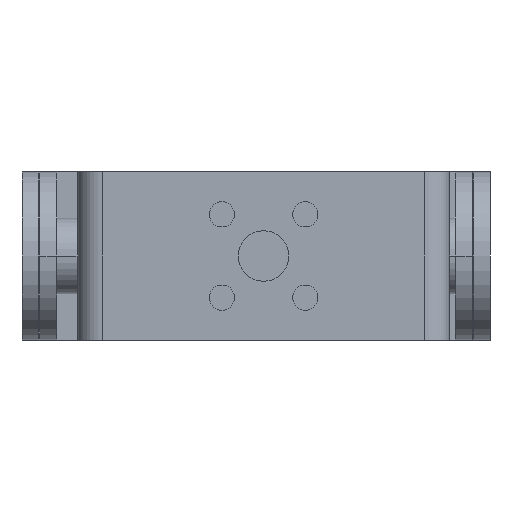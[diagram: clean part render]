
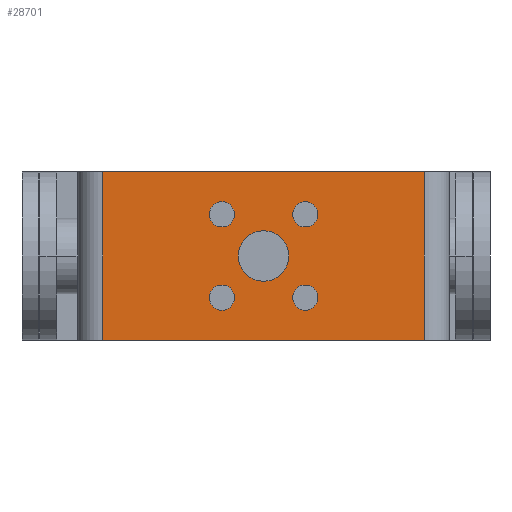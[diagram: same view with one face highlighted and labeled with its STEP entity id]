
A CAD part, left-side view. The second image highlights one B-rep face of the part: STEP entity #28701.
In plain terms, the highlighted face is planar.
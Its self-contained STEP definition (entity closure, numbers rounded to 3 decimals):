
#27893=DIRECTION('',(0.,0.,1.));
#27894=VECTOR('',#27893,20.);
#27895=CARTESIAN_POINT('',(17.,19.1,-10.));
#27896=LINE('',#27895,#27894);
#27901=DIRECTION('',(0.,-1.,0.));
#27902=VECTOR('',#27901,38.2);
#27903=CARTESIAN_POINT('',(17.,19.1,-10.));
#27904=LINE('',#27903,#27902);
#27905=CARTESIAN_POINT('',(17.,0.,0.));
#27906=DIRECTION('',(1.,0.,0.));
#27907=DIRECTION('',(0.,0.,-1.));
#27908=AXIS2_PLACEMENT_3D('',#27905,#27906,#27907);
#27910=CARTESIAN_POINT('',(17.,0.,0.));
#27911=DIRECTION('',(1.,0.,0.));
#27912=DIRECTION('',(0.,0.,1.));
#27913=AXIS2_PLACEMENT_3D('',#27910,#27911,#27912);
#27915=CARTESIAN_POINT('',(17.,4.95,4.95));
#27916=DIRECTION('',(1.,0.,0.));
#27917=DIRECTION('',(0.,0.,-1.));
#27918=AXIS2_PLACEMENT_3D('',#27915,#27916,#27917);
#27920=CARTESIAN_POINT('',(17.,4.95,4.95));
#27921=DIRECTION('',(1.,0.,0.));
#27922=DIRECTION('',(0.,0.,1.));
#27923=AXIS2_PLACEMENT_3D('',#27920,#27921,#27922);
#27925=CARTESIAN_POINT('',(17.,-4.95,4.95));
#27926=DIRECTION('',(1.,0.,0.));
#27927=DIRECTION('',(0.,1.,0.));
#27928=AXIS2_PLACEMENT_3D('',#27925,#27926,#27927);
#27930=CARTESIAN_POINT('',(17.,-4.95,4.95));
#27931=DIRECTION('',(1.,0.,0.));
#27932=DIRECTION('',(0.,-1.,0.));
#27933=AXIS2_PLACEMENT_3D('',#27930,#27931,#27932);
#27935=CARTESIAN_POINT('',(17.,-4.95,-4.95));
#27936=DIRECTION('',(1.,0.,0.));
#27937=DIRECTION('',(0.,0.,1.));
#27938=AXIS2_PLACEMENT_3D('',#27935,#27936,#27937);
#27940=CARTESIAN_POINT('',(17.,-4.95,-4.95));
#27941=DIRECTION('',(1.,0.,0.));
#27942=DIRECTION('',(0.,0.,-1.));
#27943=AXIS2_PLACEMENT_3D('',#27940,#27941,#27942);
#27945=CARTESIAN_POINT('',(17.,4.95,-4.95));
#27946=DIRECTION('',(1.,0.,0.));
#27947=DIRECTION('',(0.,-1.,0.));
#27948=AXIS2_PLACEMENT_3D('',#27945,#27946,#27947);
#27950=CARTESIAN_POINT('',(17.,4.95,-4.95));
#27951=DIRECTION('',(1.,0.,0.));
#27952=DIRECTION('',(0.,1.,0.));
#27953=AXIS2_PLACEMENT_3D('',#27950,#27951,#27952);
#27959=DIRECTION('',(0.,0.,-1.));
#27960=VECTOR('',#27959,20.);
#27961=CARTESIAN_POINT('',(17.,-19.1,10.));
#27962=LINE('',#27961,#27960);
#28070=DIRECTION('',(0.,-1.,0.));
#28071=VECTOR('',#28070,38.2);
#28072=CARTESIAN_POINT('',(17.,19.1,10.));
#28073=LINE('',#28072,#28071);
#28205=CARTESIAN_POINT('',(17.,-19.1,-10.));
#28206=VERTEX_POINT('',#28205);
#28207=CARTESIAN_POINT('',(17.,19.1,-10.));
#28208=VERTEX_POINT('',#28207);
#28331=CARTESIAN_POINT('',(17.,19.1,10.));
#28332=VERTEX_POINT('',#28331);
#28333=CARTESIAN_POINT('',(17.,-19.1,10.));
#28334=VERTEX_POINT('',#28333);
#28355=CARTESIAN_POINT('',(17.,0.,-3.));
#28356=CARTESIAN_POINT('',(17.,0.,3.));
#28357=VERTEX_POINT('',#28355);
#28358=VERTEX_POINT('',#28356);
#28359=CARTESIAN_POINT('',(17.,4.95,3.45));
#28360=CARTESIAN_POINT('',(17.,4.95,6.45));
#28361=VERTEX_POINT('',#28359);
#28362=VERTEX_POINT('',#28360);
#28363=CARTESIAN_POINT('',(17.,-3.45,4.95));
#28364=CARTESIAN_POINT('',(17.,-6.45,4.95));
#28365=VERTEX_POINT('',#28363);
#28366=VERTEX_POINT('',#28364);
#28367=CARTESIAN_POINT('',(17.,-4.95,-3.45));
#28368=CARTESIAN_POINT('',(17.,-4.95,-6.45));
#28369=VERTEX_POINT('',#28367);
#28370=VERTEX_POINT('',#28368);
#28371=CARTESIAN_POINT('',(17.,3.45,-4.95));
#28372=CARTESIAN_POINT('',(17.,6.45,-4.95));
#28373=VERTEX_POINT('',#28371);
#28374=VERTEX_POINT('',#28372);
#28658=CARTESIAN_POINT('',(17.,-22.1,-10.));
#28659=DIRECTION('',(1.,0.,0.));
#28660=DIRECTION('',(0.,1.,0.));
#28661=AXIS2_PLACEMENT_3D('',#28658,#28659,#28660);
#28662=PLANE('',#28661);
#28663=ORIENTED_EDGE('',*,*,#28650,.F.);
#28664=ORIENTED_EDGE('',*,*,#28386,.T.);
#28666=ORIENTED_EDGE('',*,*,#28665,.F.);
#28668=ORIENTED_EDGE('',*,*,#28667,.F.);
#28669=EDGE_LOOP('',(#28663,#28664,#28666,#28668));
#28670=FACE_OUTER_BOUND('',#28669,.F.);
#28672=ORIENTED_EDGE('',*,*,#28671,.T.);
#28674=ORIENTED_EDGE('',*,*,#28673,.T.);
#28675=EDGE_LOOP('',(#28672,#28674));
#28676=FACE_BOUND('',#28675,.F.);
#28678=ORIENTED_EDGE('',*,*,#28677,.T.);
#28680=ORIENTED_EDGE('',*,*,#28679,.T.);
#28681=EDGE_LOOP('',(#28678,#28680));
#28682=FACE_BOUND('',#28681,.F.);
#28684=ORIENTED_EDGE('',*,*,#28683,.T.);
#28686=ORIENTED_EDGE('',*,*,#28685,.T.);
#28687=EDGE_LOOP('',(#28684,#28686));
#28688=FACE_BOUND('',#28687,.F.);
#28690=ORIENTED_EDGE('',*,*,#28689,.T.);
#28692=ORIENTED_EDGE('',*,*,#28691,.T.);
#28693=EDGE_LOOP('',(#28690,#28692));
#28694=FACE_BOUND('',#28693,.F.);
#28696=ORIENTED_EDGE('',*,*,#28695,.T.);
#28698=ORIENTED_EDGE('',*,*,#28697,.T.);
#28699=EDGE_LOOP('',(#28696,#28698));
#28700=FACE_BOUND('',#28699,.F.);
#28701=ADVANCED_FACE('',(#28670,#28676,#28682,#28688,#28694,#28700),#28662,.T.);
#27909=CIRCLE('',#27908,3.);
#27914=CIRCLE('',#27913,3.);
#27919=CIRCLE('',#27918,1.5);
#27924=CIRCLE('',#27923,1.5);
#27929=CIRCLE('',#27928,1.5);
#27934=CIRCLE('',#27933,1.5);
#27939=CIRCLE('',#27938,1.5);
#27944=CIRCLE('',#27943,1.5);
#27949=CIRCLE('',#27948,1.5);
#27954=CIRCLE('',#27953,1.5);
#28386=EDGE_CURVE('',#28208,#28206,#27904,.T.);
#28650=EDGE_CURVE('',#28208,#28332,#27896,.T.);
#28665=EDGE_CURVE('',#28334,#28206,#27962,.T.);
#28667=EDGE_CURVE('',#28332,#28334,#28073,.T.);
#28671=EDGE_CURVE('',#28357,#28358,#27909,.T.);
#28673=EDGE_CURVE('',#28358,#28357,#27914,.T.);
#28677=EDGE_CURVE('',#28361,#28362,#27919,.T.);
#28679=EDGE_CURVE('',#28362,#28361,#27924,.T.);
#28683=EDGE_CURVE('',#28365,#28366,#27929,.T.);
#28685=EDGE_CURVE('',#28366,#28365,#27934,.T.);
#28689=EDGE_CURVE('',#28369,#28370,#27939,.T.);
#28691=EDGE_CURVE('',#28370,#28369,#27944,.T.);
#28695=EDGE_CURVE('',#28373,#28374,#27949,.T.);
#28697=EDGE_CURVE('',#28374,#28373,#27954,.T.);
